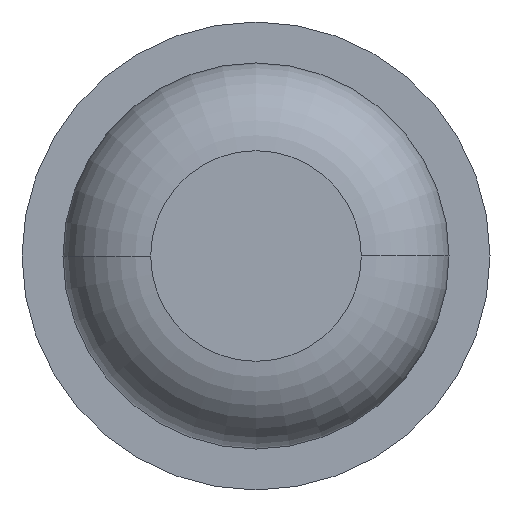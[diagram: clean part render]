
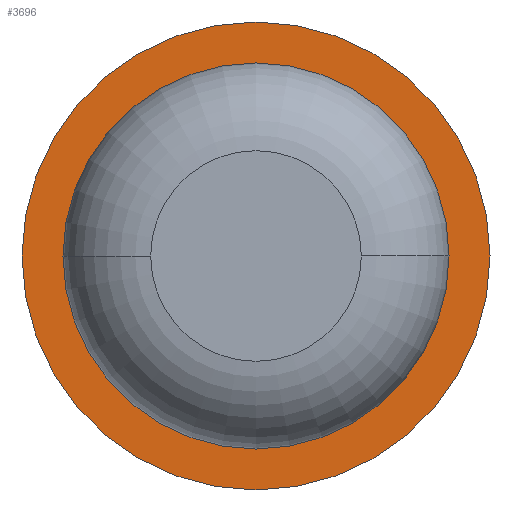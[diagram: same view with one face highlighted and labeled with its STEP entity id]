
A CAD part, front view. The second image highlights one B-rep face of the part: STEP entity #3696.
In plain terms, the highlighted planar face has unit normal (0, -1, 0).
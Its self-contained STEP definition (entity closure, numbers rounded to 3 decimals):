
#99 = DIRECTION ( 'NONE',  ( 0., 1., 0. ) ) ;
#157 = CIRCLE ( 'NONE', #374, 0.825 ) ;
#224 = EDGE_CURVE ( 'Defeature ausgef�hrt1_5+Defeature ausgef�hrt1_0+Defeature ausgef�hrt1_0+Defeature ausgef�hrt1_0', #2344, #1675, #2043, .T. ) ;
#248 = CARTESIAN_POINT ( 'NONE',  ( 0., -6., 0. ) ) ;
#297 = CARTESIAN_POINT ( 'NONE',  ( 0., -6., 0. ) ) ;
#353 = AXIS2_PLACEMENT_3D ( 'NONE', #297, #910, #2626 ) ;
#374 = AXIS2_PLACEMENT_3D ( 'NONE', #2017, #2260, #1113 ) ;
#402 = CARTESIAN_POINT ( 'NONE',  ( 1., -6., 0. ) ) ;
#441 = EDGE_LOOP ( 'NONE', ( #3665, #2663 ) ) ;
#612 = CARTESIAN_POINT ( 'NONE',  ( -1., -6., 0. ) ) ;
#630 = EDGE_CURVE ( 'Defeature ausgef�hrt1_5+Defeature ausgef�hrt1_0+Defeature ausgef�hrt1_0+Defeature ausgef�hrt1_0', #1675, #2344, #157, .T. ) ;
#757 = VERTEX_POINT ( 'NONE', #612 ) ;
#784 = EDGE_CURVE ( 'Defeature ausgef�hrt1_6+Defeature ausgef�hrt1_5+Defeature ausgef�hrt1_5+Defeature ausgef�hrt1_5', #757, #1385, #1514, .T. ) ;
#842 = AXIS2_PLACEMENT_3D ( 'NONE', #1694, #3465, #2258 ) ;
#850 = CARTESIAN_POINT ( 'NONE',  ( -0.825, -6., 0. ) ) ;
#910 = DIRECTION ( 'NONE',  ( 0., 1., 0. ) ) ;
#1042 = PLANE ( 'NONE',  #842 ) ;
#1113 = DIRECTION ( 'NONE',  ( -1., 0., 0. ) ) ;
#1213 = ORIENTED_EDGE ( 'NONE', *, *, #2497, .F. ) ;
#1382 = ORIENTED_EDGE ( 'NONE', *, *, #784, .F. ) ;
#1385 = VERTEX_POINT ( 'NONE', #402 ) ;
#1514 = CIRCLE ( 'NONE', #353, 1. ) ;
#1675 = VERTEX_POINT ( 'NONE', #850 ) ;
#1694 = CARTESIAN_POINT ( 'NONE',  ( 0.825, -6., 0. ) ) ;
#1736 = DIRECTION ( 'NONE',  ( -1., 0., 0. ) ) ;
#1848 = CARTESIAN_POINT ( 'NONE',  ( 0., -6., 0. ) ) ;
#2017 = CARTESIAN_POINT ( 'NONE',  ( 0., -6., 0. ) ) ;
#2043 = CIRCLE ( 'NONE', #2132, 0.825 ) ;
#2121 = CARTESIAN_POINT ( 'NONE',  ( 0.825, -6., 0. ) ) ;
#2126 = DIRECTION ( 'NONE',  ( -1., 0., 0. ) ) ;
#2132 = AXIS2_PLACEMENT_3D ( 'NONE', #248, #2293, #1736 ) ;
#2254 = CIRCLE ( 'NONE', #2657, 1. ) ;
#2258 = DIRECTION ( 'NONE',  ( -1., 0., 0. ) ) ;
#2260 = DIRECTION ( 'NONE',  ( 0., 1., 0. ) ) ;
#2293 = DIRECTION ( 'NONE',  ( 0., 1., 0. ) ) ;
#2344 = VERTEX_POINT ( 'NONE', #2121 ) ;
#2476 = FACE_BOUND ( 'NONE', #441, .T. ) ;
#2497 = EDGE_CURVE ( 'Defeature ausgef�hrt1_6+Defeature ausgef�hrt1_5+Defeature ausgef�hrt1_5+Defeature ausgef�hrt1_5', #1385, #757, #2254, .T. ) ;
#2626 = DIRECTION ( 'NONE',  ( -1., 0., 0. ) ) ;
#2657 = AXIS2_PLACEMENT_3D ( 'NONE', #1848, #99, #2126 ) ;
#2663 = ORIENTED_EDGE ( 'NONE', *, *, #224, .T. ) ;
#2671 = FACE_OUTER_BOUND ( 'NONE', #3605, .T. ) ;
#3465 = DIRECTION ( 'NONE',  ( 0., 1., 0. ) ) ;
#3605 = EDGE_LOOP ( 'NONE', ( #1382, #1213 ) ) ;
#3665 = ORIENTED_EDGE ( 'NONE', *, *, #630, .T. ) ;
#3696 = ADVANCED_FACE ( 'Defeature ausgef�hrt1_5', ( #2671, #2476 ), #1042, .F. ) ;
